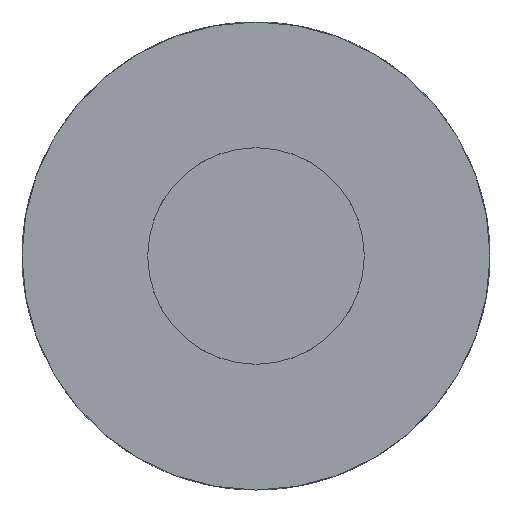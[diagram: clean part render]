
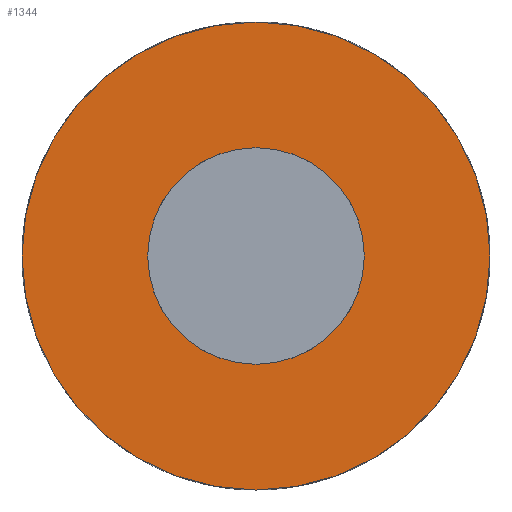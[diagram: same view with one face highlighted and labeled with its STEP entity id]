
A CAD part, front view. The second image highlights one B-rep face of the part: STEP entity #1344.
In plain terms, the highlighted planar face has unit normal (0, -1, 0).
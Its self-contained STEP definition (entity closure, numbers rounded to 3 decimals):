
#19 = CARTESIAN_POINT ( 'NONE',  ( 0., -6., 0. ) ) ;
#90 = DIRECTION ( 'NONE',  ( 0., -1., 0. ) ) ;
#100 = ORIENTED_EDGE ( 'NONE', *, *, #205, .F. ) ;
#127 = AXIS2_PLACEMENT_3D ( 'NONE', #1087, #274, #938 ) ;
#150 = DIRECTION ( 'NONE',  ( 0., -1., 0. ) ) ;
#205 = EDGE_CURVE ( 'NONE', #1420, #465, #1532, .T. ) ;
#236 = AXIS2_PLACEMENT_3D ( 'NONE', #19, #785, #547 ) ;
#274 = DIRECTION ( 'NONE',  ( 0., -1., 0. ) ) ;
#324 = AXIS2_PLACEMENT_3D ( 'NONE', #1071, #150, #1337 ) ;
#347 = CARTESIAN_POINT ( 'NONE',  ( 0., -6., -5.5 ) ) ;
#350 = AXIS2_PLACEMENT_3D ( 'NONE', #1606, #422, #1061 ) ;
#398 = EDGE_LOOP ( 'NONE', ( #1531, #1692 ) ) ;
#422 = DIRECTION ( 'NONE',  ( 0., -1., 0. ) ) ;
#465 = VERTEX_POINT ( 'NONE', #559 ) ;
#488 = CARTESIAN_POINT ( 'NONE',  ( 0., -6., 0. ) ) ;
#547 = DIRECTION ( 'NONE',  ( 0., 0., -1. ) ) ;
#559 = CARTESIAN_POINT ( 'NONE',  ( 0., -6., 2.545 ) ) ;
#728 = EDGE_CURVE ( 'NONE', #1428, #1675, #1663, .T. ) ;
#743 = EDGE_CURVE ( 'NONE', #465, #1420, #1638, .T. ) ;
#785 = DIRECTION ( 'NONE',  ( 0., -1., 0. ) ) ;
#901 = FACE_BOUND ( 'NONE', #1238, .T. ) ;
#938 = DIRECTION ( 'NONE',  ( 0., 0., -1. ) ) ;
#952 = AXIS2_PLACEMENT_3D ( 'NONE', #488, #90, #1685 ) ;
#1061 = DIRECTION ( 'NONE',  ( 0., 0., -1. ) ) ;
#1071 = CARTESIAN_POINT ( 'NONE',  ( 0., -6., 0. ) ) ;
#1087 = CARTESIAN_POINT ( 'NONE',  ( 0., -6., 0. ) ) ;
#1159 = PLANE ( 'NONE',  #952 ) ;
#1168 = FACE_OUTER_BOUND ( 'NONE', #398, .T. ) ;
#1238 = EDGE_LOOP ( 'NONE', ( #100, #1357 ) ) ;
#1315 = CIRCLE ( 'NONE', #236, 5.5 ) ;
#1334 = CARTESIAN_POINT ( 'NONE',  ( 0., -6., -2.545 ) ) ;
#1337 = DIRECTION ( 'NONE',  ( 0., 0., -1. ) ) ;
#1344 = ADVANCED_FACE ( 'NONE', ( #1168, #901 ), #1159, .T. ) ;
#1357 = ORIENTED_EDGE ( 'NONE', *, *, #743, .F. ) ;
#1420 = VERTEX_POINT ( 'NONE', #1334 ) ;
#1428 = VERTEX_POINT ( 'NONE', #1588 ) ;
#1448 = EDGE_CURVE ( 'NONE', #1675, #1428, #1315, .T. ) ;
#1531 = ORIENTED_EDGE ( 'NONE', *, *, #1448, .T. ) ;
#1532 = CIRCLE ( 'NONE', #324, 2.545 ) ;
#1588 = CARTESIAN_POINT ( 'NONE',  ( 0., -6., 5.5 ) ) ;
#1606 = CARTESIAN_POINT ( 'NONE',  ( 0., -6., 0. ) ) ;
#1638 = CIRCLE ( 'NONE', #350, 2.545 ) ;
#1663 = CIRCLE ( 'NONE', #127, 5.5 ) ;
#1675 = VERTEX_POINT ( 'NONE', #347 ) ;
#1685 = DIRECTION ( 'NONE',  ( 0., 0., -1. ) ) ;
#1692 = ORIENTED_EDGE ( 'NONE', *, *, #728, .T. ) ;
